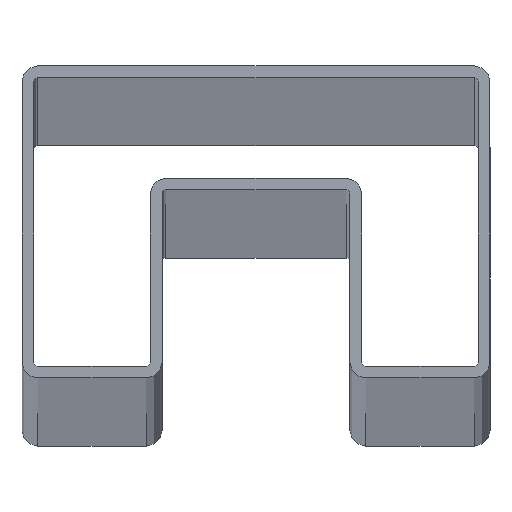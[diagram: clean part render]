
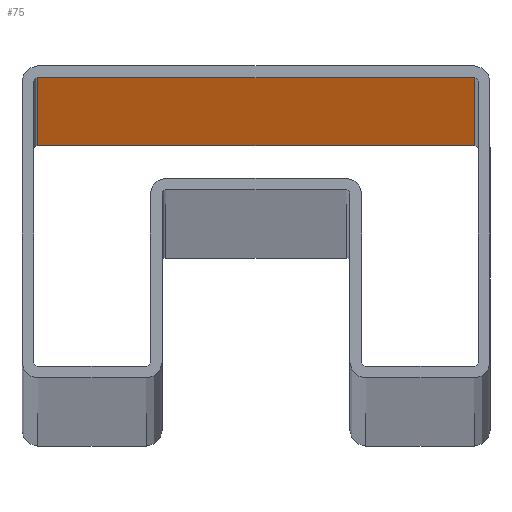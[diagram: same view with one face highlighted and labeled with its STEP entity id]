
A CAD part, top view. The second image highlights one B-rep face of the part: STEP entity #75.
In plain terms, the highlighted planar face has unit normal (0, -1, 0).
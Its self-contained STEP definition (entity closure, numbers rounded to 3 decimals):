
#51 = FACE_OUTER_BOUND ( 'NONE', #1143, .T. ) ;
#73 = LINE ( 'NONE', #790, #970 ) ;
#75 = ADVANCED_FACE ( 'NONE', ( #51 ), #779, .F. ) ;
#152 = ORIENTED_EDGE ( 'NONE', *, *, #519, .T. ) ;
#167 = CARTESIAN_POINT ( 'NONE',  ( -28., 18.5, -5000. ) ) ;
#171 = LINE ( 'NONE', #958, #1089 ) ;
#175 = CARTESIAN_POINT ( 'NONE',  ( -28., 18.5, 0. ) ) ;
#206 = VECTOR ( 'NONE', #329, 1000. ) ;
#228 = CARTESIAN_POINT ( 'NONE',  ( -28., 18.5, -5000. ) ) ;
#320 = VERTEX_POINT ( 'NONE', #859 ) ;
#329 = DIRECTION ( 'NONE',  ( 0., 0., 1. ) ) ;
#334 = VERTEX_POINT ( 'NONE', #228 ) ;
#336 = CARTESIAN_POINT ( 'NONE',  ( -28., 18.5, -5000. ) ) ;
#382 = ORIENTED_EDGE ( 'NONE', *, *, #534, .F. ) ;
#385 = AXIS2_PLACEMENT_3D ( 'NONE', #336, #410, #583 ) ;
#410 = DIRECTION ( 'NONE',  ( 0., 1., 0. ) ) ;
#494 = EDGE_CURVE ( 'NONE', #602, #334, #171, .T. ) ;
#519 = EDGE_CURVE ( 'NONE', #602, #320, #73, .T. ) ;
#527 = LINE ( 'NONE', #782, #945 ) ;
#534 = EDGE_CURVE ( 'NONE', #334, #654, #697, .T. ) ;
#583 = DIRECTION ( 'NONE',  ( 0., 0., 1. ) ) ;
#602 = VERTEX_POINT ( 'NONE', #878 ) ;
#629 = DIRECTION ( 'NONE',  ( -1., 0., 0. ) ) ;
#654 = VERTEX_POINT ( 'NONE', #175 ) ;
#697 = LINE ( 'NONE', #167, #206 ) ;
#770 = DIRECTION ( 'NONE',  ( -1., 0., 0. ) ) ;
#779 = PLANE ( 'NONE',  #385 ) ;
#782 = CARTESIAN_POINT ( 'NONE',  ( -28., 18.5, 0. ) ) ;
#790 = CARTESIAN_POINT ( 'NONE',  ( 28., 18.5, -5000. ) ) ;
#854 = ORIENTED_EDGE ( 'NONE', *, *, #494, .F. ) ;
#859 = CARTESIAN_POINT ( 'NONE',  ( 28., 18.5, 0. ) ) ;
#878 = CARTESIAN_POINT ( 'NONE',  ( 28., 18.5, -5000. ) ) ;
#945 = VECTOR ( 'NONE', #629, 1000. ) ;
#958 = CARTESIAN_POINT ( 'NONE',  ( -28., 18.5, -5000. ) ) ;
#970 = VECTOR ( 'NONE', #1048, 1000. ) ;
#1022 = EDGE_CURVE ( 'NONE', #320, #654, #527, .T. ) ;
#1029 = ORIENTED_EDGE ( 'NONE', *, *, #1022, .T. ) ;
#1048 = DIRECTION ( 'NONE',  ( 0., 0., 1. ) ) ;
#1089 = VECTOR ( 'NONE', #770, 1000. ) ;
#1143 = EDGE_LOOP ( 'NONE', ( #1029, #382, #854, #152 ) ) ;
